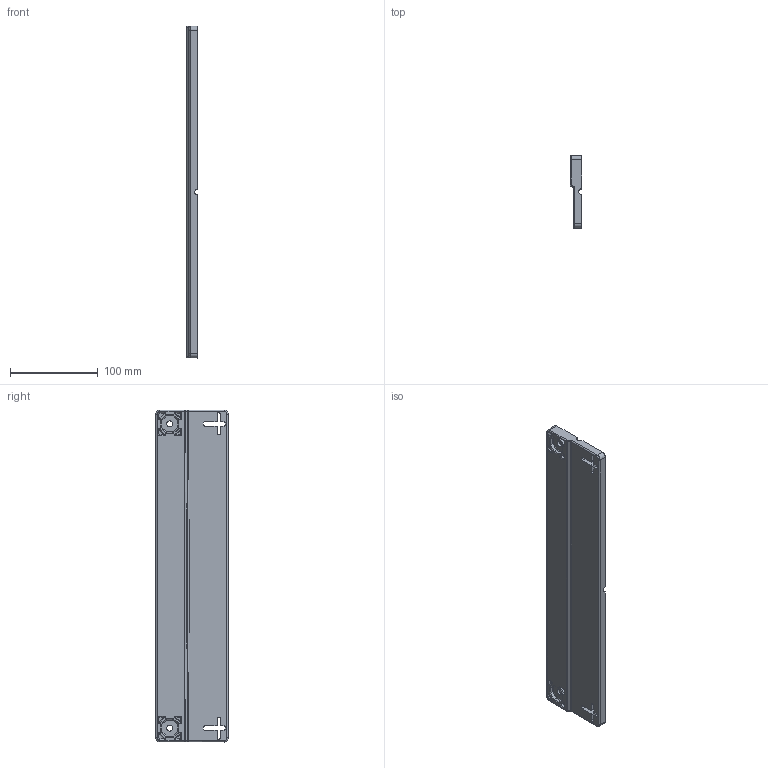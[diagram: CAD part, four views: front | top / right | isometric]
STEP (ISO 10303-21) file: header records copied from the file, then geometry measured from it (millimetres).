
FILE_DESCRIPTION (( 'STEP AP203' ), '1' );
FILE_NAME ('MFK16_Default.step', '2023-12-20T19:44:26', ( 'Windows User' ), ( 'AUTOMATION DIRECT' ), 'SwSTEP 2.0', 'SolidWorks 2023', '' );
FILE_SCHEMA (( 'CONFIG_CONTROL_DESIGN' ));
Products named in the file (1): MFK16_Default
Bounding box: 12.7 x 82.55 x 378.21 mm (x, y, z)
Volume: 135893.1 mm3; surface area: 93291.2 mm2
Topology: 1 solids, 1 shells, 1195 faces, 2838 edges, 1643 vertices
Faces by surface type: cylinder 397, bspline 367, plane 334, cone 80, torus 17
Full cylindrical faces by diameter (mm): 6.858 x2
Entity records: 48751 total; most frequent: CARTESIAN_POINT 24697, ORIENTED_EDGE 5568, DIRECTION 3876, EDGE_CURVE 2784, VERTEX_POINT 1638, LINE 1364, VECTOR 1364, AXIS2_PLACEMENT_3D 1256
